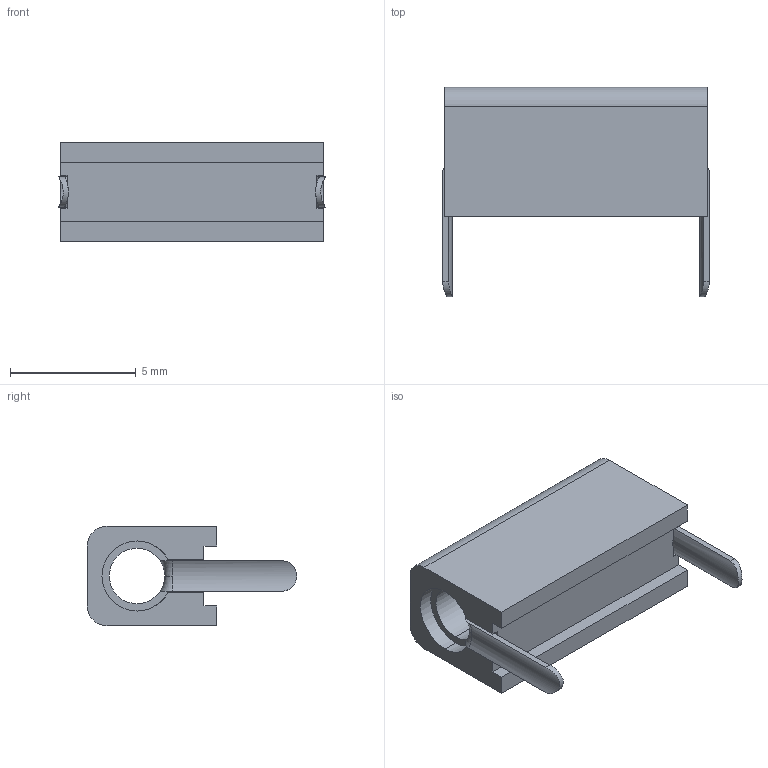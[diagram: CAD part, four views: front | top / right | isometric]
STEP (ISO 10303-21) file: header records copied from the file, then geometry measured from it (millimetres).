
FILE_DESCRIPTION (( 'STEP AP214' ), '1' );
FILE_NAME ('Cinch_105-0758-001.STEP', '2022-05-19T16:13:22', ( '' ), ( '' ), 'SwSTEP 2.0', 'SolidWorks 2018', '' );
FILE_SCHEMA (( 'AUTOMOTIVE_DESIGN' ));
Length unit declared in the file: millimetre
Products named in the file (1): Cinch_105-0758-001
Bounding box: 10.63 x 8.34 x 3.96 mm (x, y, z)
Volume: 157.4 mm3; surface area: 328.5 mm2
Topology: 1 solids, 1 shells, 48 faces, 150 edges, 100 vertices
Faces by surface type: plane 24, cylinder 16, torus 8
Entity records: 2164 total; most frequent: CARTESIAN_POINT 509, ORIENTED_EDGE 300, DIRECTION 292, EDGE_CURVE 150, AXIS2_PLACEMENT_3D 105, VERTEX_POINT 100, VECTOR 82, LINE 82
